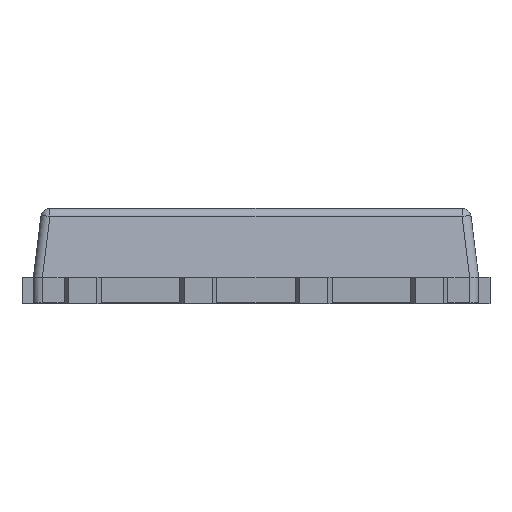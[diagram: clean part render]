
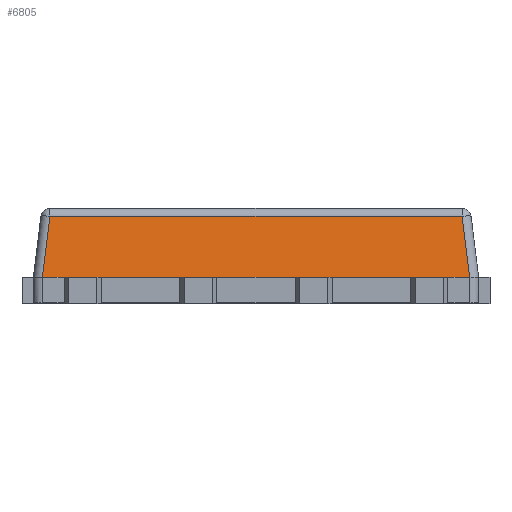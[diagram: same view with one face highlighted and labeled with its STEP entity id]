
A CAD part, front view. The second image highlights one B-rep face of the part: STEP entity #6805.
In plain terms, the highlighted planar face has unit normal (0, -0.993, 0.122).
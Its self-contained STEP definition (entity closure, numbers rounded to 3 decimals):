
#102 = CARTESIAN_POINT ( 'NONE',  ( 2.35, -2.945, 0. ) ) ;
#663 = FACE_OUTER_BOUND ( 'NONE', #17486, .T. ) ;
#672 = LINE ( 'NONE', #17010, #1877 ) ;
#818 = ORIENTED_EDGE ( 'NONE', *, *, #10217, .T. ) ;
#891 = CARTESIAN_POINT ( 'NONE',  ( -2.45, -2.945, 0. ) ) ;
#1139 = VERTEX_POINT ( 'NONE', #102 ) ;
#1150 = VERTEX_POINT ( 'NONE', #6103 ) ;
#1259 = EDGE_CURVE ( 'NONE', #14277, #13765, #3656, .T. ) ;
#1271 = CARTESIAN_POINT ( 'NONE',  ( 2.35, -2.945, 0. ) ) ;
#1449 = ORIENTED_EDGE ( 'NONE', *, *, #6266, .T. ) ;
#1773 = EDGE_CURVE ( 'NONE', #17607, #20499, #13119, .T. ) ;
#1877 = VECTOR ( 'NONE', #5728, 1000. ) ;
#2258 = DIRECTION ( 'NONE',  ( -0.121, -0.121, -0.985 ) ) ;
#2471 = LINE ( 'NONE', #891, #8425 ) ;
#2948 = CARTESIAN_POINT ( 'NONE',  ( 2.35, -2.945, 0. ) ) ;
#2975 = VECTOR ( 'NONE', #5646, 1000. ) ;
#3049 = CARTESIAN_POINT ( 'NONE',  ( 2.351, -2.945, 0. ) ) ;
#3102 = EDGE_CURVE ( 'NONE', #4065, #1139, #4341, .T. ) ;
#3419 = VECTOR ( 'NONE', #13343, 1000. ) ;
#3590 = CARTESIAN_POINT ( 'NONE',  ( -2.35, -2.945, 0. ) ) ;
#3656 = LINE ( 'NONE', #16626, #3419 ) ;
#3748 = CARTESIAN_POINT ( 'NONE',  ( -2.35, -2.945, 0. ) ) ;
#3901 = ORIENTED_EDGE ( 'NONE', *, *, #15559, .T. ) ;
#3969 = EDGE_CURVE ( 'NONE', #12782, #4065, #6995, .T. ) ;
#4065 = VERTEX_POINT ( 'NONE', #13595 ) ;
#4133 = VECTOR ( 'NONE', #18458, 1000. ) ;
#4157 = LINE ( 'NONE', #11981, #6183 ) ;
#4341 = LINE ( 'NONE', #10808, #2975 ) ;
#4411 = CARTESIAN_POINT ( 'NONE',  ( -2.11, -2.945, 0. ) ) ;
#4641 = DIRECTION ( 'NONE',  ( 1., 0., 0. ) ) ;
#4848 =( BOUNDED_CURVE ( )  B_SPLINE_CURVE ( 3, ( #2948, #1271, #10985, #3049 ),
 .UNSPECIFIED., .F., .F. ) 
 B_SPLINE_CURVE_WITH_KNOTS ( ( 4, 4 ),
 ( 3.142, 3.149 ),
 .UNSPECIFIED. ) 
 CURVE ( )  GEOMETRIC_REPRESENTATION_ITEM ( )  RATIONAL_B_SPLINE_CURVE ( ( 1., 1., 1., 1. ) ) 
 REPRESENTATION_ITEM ( '' )  );
#4992 = CARTESIAN_POINT ( 'NONE',  ( -2.45, -2.945, 0. ) ) ;
#5052 = LINE ( 'NONE', #16331, #8326 ) ;
#5481 = ORIENTED_EDGE ( 'NONE', *, *, #3102, .T. ) ;
#5528 = CARTESIAN_POINT ( 'NONE',  ( -2.352, -2.946, -0.012 ) ) ;
#5646 = DIRECTION ( 'NONE',  ( 1., 0., 0. ) ) ;
#5728 = DIRECTION ( 'NONE',  ( 1., 0., 0. ) ) ;
#5779 = EDGE_CURVE ( 'NONE', #10863, #1150, #13341, .T. ) ;
#5867 = VERTEX_POINT ( 'NONE', #6081 ) ;
#6081 = CARTESIAN_POINT ( 'NONE',  ( -0.84, -2.945, 0. ) ) ;
#6093 = EDGE_CURVE ( 'NONE', #13765, #19547, #16060, .T. ) ;
#6103 = CARTESIAN_POINT ( 'NONE',  ( -1.7, -2.945, 0. ) ) ;
#6183 = VECTOR ( 'NONE', #18347, 1000. ) ;
#6266 = EDGE_CURVE ( 'NONE', #1139, #11933, #4848, .T. ) ;
#6587 = DIRECTION ( 'NONE',  ( 1., 0., 0. ) ) ;
#6805 = ADVANCED_FACE ( 'NONE', ( #663 ), #8389, .T. ) ;
#6995 = LINE ( 'NONE', #13101, #10795 ) ;
#7047 = CARTESIAN_POINT ( 'NONE',  ( -2.45, -2.945, 0. ) ) ;
#7342 = DIRECTION ( 'NONE',  ( 1., 0., 0. ) ) ;
#7496 = ORIENTED_EDGE ( 'NONE', *, *, #9499, .T. ) ;
#7689 = CARTESIAN_POINT ( 'NONE',  ( -2.357, -2.862, 0.672 ) ) ;
#7775 = EDGE_CURVE ( 'NONE', #19547, #12782, #2471, .T. ) ;
#7798 = ORIENTED_EDGE ( 'NONE', *, *, #3969, .T. ) ;
#7875 = CARTESIAN_POINT ( 'NONE',  ( -2.35, -2.945, 0. ) ) ;
#7994 = ORIENTED_EDGE ( 'NONE', *, *, #14909, .T. ) ;
#8326 = VECTOR ( 'NONE', #11476, 1000. ) ;
#8389 = PLANE ( 'NONE',  #11193 ) ;
#8425 = VECTOR ( 'NONE', #7342, 1000. ) ;
#9499 = EDGE_CURVE ( 'NONE', #1150, #5867, #672, .T. ) ;
#9834 = CARTESIAN_POINT ( 'NONE',  ( -2.45, -2.945, 0. ) ) ;
#9977 = DIRECTION ( 'NONE',  ( 0., -0.993, 0.122 ) ) ;
#10217 = EDGE_CURVE ( 'NONE', #11933, #19987, #5052, .T. ) ;
#10306 = EDGE_CURVE ( 'NONE', #19987, #17607, #10747, .T. ) ;
#10507 = CARTESIAN_POINT ( 'NONE',  ( -2.351, -2.945, 0. ) ) ;
#10723 = ORIENTED_EDGE ( 'NONE', *, *, #7775, .T. ) ;
#10747 = LINE ( 'NONE', #7689, #13011 ) ;
#10775 =( BOUNDED_CURVE ( )  B_SPLINE_CURVE ( 3, ( #17460, #19176, #3590, #7875 ),
 .UNSPECIFIED., .F., .F. ) 
 B_SPLINE_CURVE_WITH_KNOTS ( ( 4, 4 ),
 ( 3.134, 3.142 ),
 .UNSPECIFIED. ) 
 CURVE ( )  GEOMETRIC_REPRESENTATION_ITEM ( )  RATIONAL_B_SPLINE_CURVE ( ( 1., 1., 1., 1. ) ) 
 REPRESENTATION_ITEM ( '' )  );
#10795 = VECTOR ( 'NONE', #6587, 1000. ) ;
#10808 = CARTESIAN_POINT ( 'NONE',  ( -2.45, -2.945, 0. ) ) ;
#10863 = VERTEX_POINT ( 'NONE', #4411 ) ;
#10985 = CARTESIAN_POINT ( 'NONE',  ( 2.35, -2.945, 0. ) ) ;
#11193 = AXIS2_PLACEMENT_3D ( 'NONE', #15092, #9977, #14786 ) ;
#11476 = DIRECTION ( 'NONE',  ( -0.121, 0.121, 0.985 ) ) ;
#11933 = VERTEX_POINT ( 'NONE', #19620 ) ;
#11981 = CARTESIAN_POINT ( 'NONE',  ( -2.45, -2.945, 0. ) ) ;
#11997 = VERTEX_POINT ( 'NONE', #3748 ) ;
#12259 = CARTESIAN_POINT ( 'NONE',  ( 0.43, -2.945, 0. ) ) ;
#12324 = ORIENTED_EDGE ( 'NONE', *, *, #1773, .T. ) ;
#12336 = ORIENTED_EDGE ( 'NONE', *, *, #5779, .T. ) ;
#12578 = VECTOR ( 'NONE', #12580, 1000. ) ;
#12580 = DIRECTION ( 'NONE',  ( 1., 0., 0. ) ) ;
#12597 = EDGE_CURVE ( 'NONE', #20499, #11997, #10775, .T. ) ;
#12782 = VERTEX_POINT ( 'NONE', #15388 ) ;
#13011 = VECTOR ( 'NONE', #20478, 1000. ) ;
#13101 = CARTESIAN_POINT ( 'NONE',  ( -2.45, -2.945, 0. ) ) ;
#13119 = LINE ( 'NONE', #5528, #18145 ) ;
#13341 = LINE ( 'NONE', #7047, #4133 ) ;
#13343 = DIRECTION ( 'NONE',  ( 1., 0., 0. ) ) ;
#13595 = CARTESIAN_POINT ( 'NONE',  ( 2.11, -2.945, 0. ) ) ;
#13689 = ORIENTED_EDGE ( 'NONE', *, *, #1259, .T. ) ;
#13695 = CARTESIAN_POINT ( 'NONE',  ( 0.84, -2.945, 0. ) ) ;
#13765 = VERTEX_POINT ( 'NONE', #12259 ) ;
#14153 = ORIENTED_EDGE ( 'NONE', *, *, #6093, .T. ) ;
#14236 = LINE ( 'NONE', #9834, #15223 ) ;
#14277 = VERTEX_POINT ( 'NONE', #16821 ) ;
#14372 = CARTESIAN_POINT ( 'NONE',  ( 2.268, -2.862, 0.672 ) ) ;
#14786 = DIRECTION ( 'NONE',  ( 0., -0.122, -0.993 ) ) ;
#14909 = EDGE_CURVE ( 'NONE', #5867, #14277, #14236, .T. ) ;
#15092 = CARTESIAN_POINT ( 'NONE',  ( -2.45, -2.945, 0. ) ) ;
#15223 = VECTOR ( 'NONE', #4641, 1000. ) ;
#15388 = CARTESIAN_POINT ( 'NONE',  ( 1.7, -2.945, 0. ) ) ;
#15559 = EDGE_CURVE ( 'NONE', #11997, #10863, #4157, .T. ) ;
#16060 = LINE ( 'NONE', #4992, #12578 ) ;
#16331 = CARTESIAN_POINT ( 'NONE',  ( 2.28, -2.875, 0.572 ) ) ;
#16626 = CARTESIAN_POINT ( 'NONE',  ( -2.45, -2.945, 0. ) ) ;
#16821 = CARTESIAN_POINT ( 'NONE',  ( -0.43, -2.945, 0. ) ) ;
#17010 = CARTESIAN_POINT ( 'NONE',  ( -2.45, -2.945, 0. ) ) ;
#17460 = CARTESIAN_POINT ( 'NONE',  ( -2.351, -2.945, 0. ) ) ;
#17486 = EDGE_LOOP ( 'NONE', ( #12324, #20533, #3901, #12336, #7496, #7994, #13689, #14153, #10723, #7798, #5481, #1449, #818, #20069 ) ) ;
#17560 = CARTESIAN_POINT ( 'NONE',  ( -2.268, -2.862, 0.672 ) ) ;
#17607 = VERTEX_POINT ( 'NONE', #17560 ) ;
#18145 = VECTOR ( 'NONE', #2258, 1000. ) ;
#18347 = DIRECTION ( 'NONE',  ( 1., 0., 0. ) ) ;
#18458 = DIRECTION ( 'NONE',  ( 1., 0., 0. ) ) ;
#19176 = CARTESIAN_POINT ( 'NONE',  ( -2.35, -2.945, 0. ) ) ;
#19547 = VERTEX_POINT ( 'NONE', #13695 ) ;
#19620 = CARTESIAN_POINT ( 'NONE',  ( 2.351, -2.945, 0. ) ) ;
#19987 = VERTEX_POINT ( 'NONE', #14372 ) ;
#20069 = ORIENTED_EDGE ( 'NONE', *, *, #10306, .T. ) ;
#20478 = DIRECTION ( 'NONE',  ( -1., 0., 0. ) ) ;
#20499 = VERTEX_POINT ( 'NONE', #10507 ) ;
#20533 = ORIENTED_EDGE ( 'NONE', *, *, #12597, .T. ) ;
